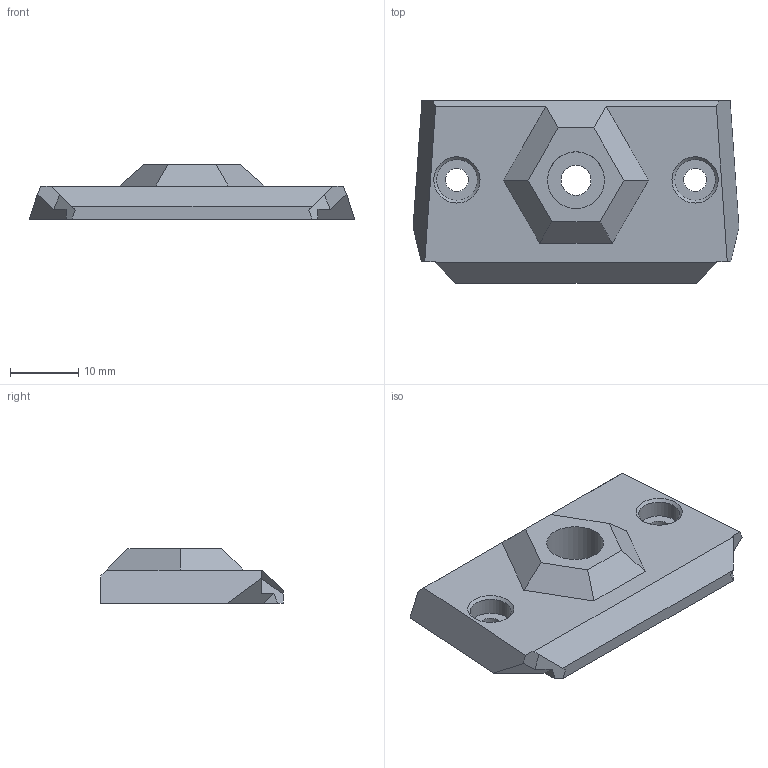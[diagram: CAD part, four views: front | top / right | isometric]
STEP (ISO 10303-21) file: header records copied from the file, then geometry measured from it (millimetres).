
FILE_DESCRIPTION(/* description */ (''),/* implementation_level */ '2;1');
FILE_NAME(/* name */ 'Anthead_Bowden.step',/* time_stamp */ '2025-11-11T21:08:43-08:00',/* author */ (''),/* organization */ (''),/* preprocessor_version */ 'ST-DEVELOPER v20.1',/* originating_system */ 'Autodesk Translation Framework v14.17.0.0',/* authorisation */ '');
FILE_SCHEMA (('AUTOMOTIVE_DESIGN { 1 0 10303 214 3 1 1 }'));
Length unit declared in the file: millimetre
Products named in the file (1): Anthead_Bowden
Bounding box: 47.85 x 26.8 x 8 mm (x, y, z)
Volume: 5651.6 mm3; surface area: 3272.4 mm2
Topology: 1 solids, 1 shells, 35 faces, 88 edges, 58 vertices
Faces by surface type: plane 27, cylinder 6, cone 2
Full cylindrical faces by diameter (mm): 3.4 x2, 4.4 x1, 6 x2, 8.35 x1
Entity records: 1092 total; most frequent: CARTESIAN_POINT 182, ORIENTED_EDGE 176, DIRECTION 174, EDGE_CURVE 88, LINE 74, VECTOR 74, VERTEX_POINT 58, AXIS2_PLACEMENT_3D 50
